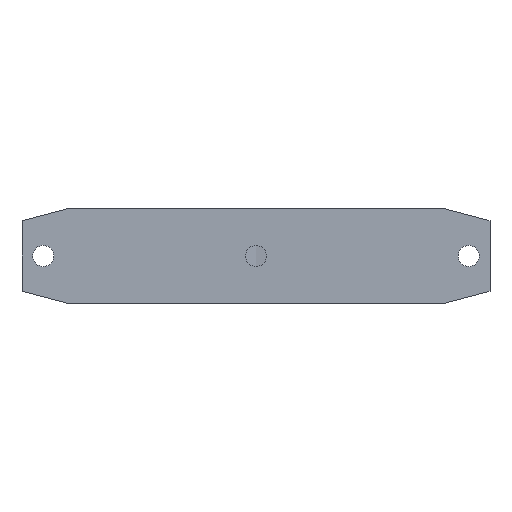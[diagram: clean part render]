
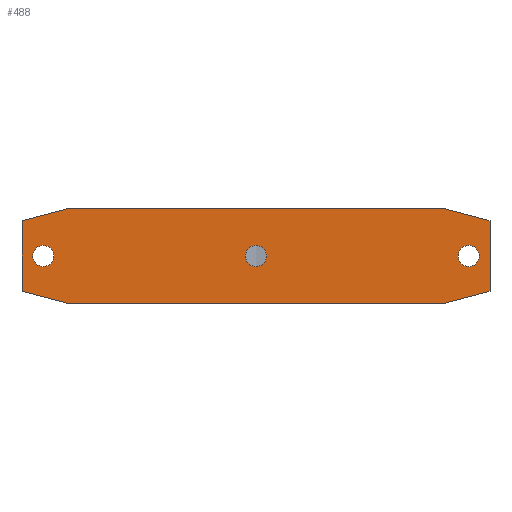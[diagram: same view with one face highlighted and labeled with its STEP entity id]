
A CAD part, front view. The second image highlights one B-rep face of the part: STEP entity #488.
In plain terms, the highlighted planar face has unit normal (0, -1, 0).
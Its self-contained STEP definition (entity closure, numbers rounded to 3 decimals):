
#156 = VERTEX_POINT ( 'NONE', #1425 ) ;
#158 = EDGE_CURVE ( 'NONE', #156, #159, #1424, .T. ) ;
#159 = VERTEX_POINT ( 'NONE', #1419 ) ;
#165 = EDGE_CURVE ( 'NONE', #208, #210, #1453, .T. ) ;
#197 = VERTEX_POINT ( 'NONE', #1536 ) ;
#199 = EDGE_CURVE ( 'NONE', #197, #200, #1535, .T. ) ;
#200 = VERTEX_POINT ( 'NONE', #1594 ) ;
#208 = VERTEX_POINT ( 'NONE', #1583 ) ;
#210 = VERTEX_POINT ( 'NONE', #1582 ) ;
#488 = ADVANCED_FACE ( 'NONE', ( #2467, #2465, #2464, #2463 ), #2510, .F. ) ;
#489 = EDGE_LOOP ( 'NONE', ( #490, #492 ) ) ;
#490 = ORIENTED_EDGE ( 'NONE', *, *, #491, .F. ) ;
#491 = EDGE_CURVE ( 'NONE', #159, #156, #2504, .T. ) ;
#492 = ORIENTED_EDGE ( 'NONE', *, *, #158, .F. ) ;
#493 = EDGE_LOOP ( 'NONE', ( #494, #553 ) ) ;
#494 = ORIENTED_EDGE ( 'NONE', *, *, #552, .F. ) ;
#537 = ORIENTED_EDGE ( 'NONE', *, *, #538, .T. ) ;
#538 = EDGE_CURVE ( 'NONE', #565, #539, #2602, .T. ) ;
#539 = VERTEX_POINT ( 'NONE', #2657 ) ;
#540 = ORIENTED_EDGE ( 'NONE', *, *, #541, .T. ) ;
#541 = EDGE_CURVE ( 'NONE', #539, #542, #2656, .T. ) ;
#542 = VERTEX_POINT ( 'NONE', #2652 ) ;
#543 = ORIENTED_EDGE ( 'NONE', *, *, #544, .F. ) ;
#544 = EDGE_CURVE ( 'NONE', #545, #542, #2651, .T. ) ;
#545 = VERTEX_POINT ( 'NONE', #2647 ) ;
#546 = ORIENTED_EDGE ( 'NONE', *, *, #547, .T. ) ;
#547 = EDGE_CURVE ( 'NONE', #545, #548, #2646, .T. ) ;
#548 = VERTEX_POINT ( 'NONE', #2642 ) ;
#549 = ORIENTED_EDGE ( 'NONE', *, *, #550, .T. ) ;
#550 = EDGE_CURVE ( 'NONE', #548, #551, #2641, .T. ) ;
#551 = VERTEX_POINT ( 'NONE', #2637 ) ;
#552 = EDGE_CURVE ( 'NONE', #210, #208, #2636, .T. ) ;
#553 = ORIENTED_EDGE ( 'NONE', *, *, #165, .F. ) ;
#554 = EDGE_LOOP ( 'NONE', ( #555, #557 ) ) ;
#555 = ORIENTED_EDGE ( 'NONE', *, *, #556, .F. ) ;
#556 = EDGE_CURVE ( 'NONE', #200, #197, #2631, .T. ) ;
#557 = ORIENTED_EDGE ( 'NONE', *, *, #199, .F. ) ;
#558 = EDGE_LOOP ( 'NONE', ( #559, #563, #537, #540, #543, #546, #549, #606 ) ) ;
#559 = ORIENTED_EDGE ( 'NONE', *, *, #560, .T. ) ;
#560 = EDGE_CURVE ( 'NONE', #561, #562, #2694, .T. ) ;
#561 = VERTEX_POINT ( 'NONE', #2690 ) ;
#562 = VERTEX_POINT ( 'NONE', #2689 ) ;
#563 = ORIENTED_EDGE ( 'NONE', *, *, #564, .T. ) ;
#564 = EDGE_CURVE ( 'NONE', #562, #565, #2688, .T. ) ;
#565 = VERTEX_POINT ( 'NONE', #2684 ) ;
#606 = ORIENTED_EDGE ( 'NONE', *, *, #607, .T. ) ;
#607 = EDGE_CURVE ( 'NONE', #551, #561, #2790, .T. ) ;
#1419 = CARTESIAN_POINT ( 'NONE',  ( 175.5, 0., 0. ) ) ;
#1420 = DIRECTION ( 'NONE',  ( 1., 0., 0. ) ) ;
#1421 = DIRECTION ( 'NONE',  ( 0., -1., 0. ) ) ;
#1422 = CARTESIAN_POINT ( 'NONE',  ( 171., 0., 0. ) ) ;
#1423 = AXIS2_PLACEMENT_3D ( 'NONE', #1422, #1421, #1420 ) ;
#1424 = CIRCLE ( 'NONE', #1423, 4.5 ) ;
#1425 = CARTESIAN_POINT ( 'NONE',  ( 166.5, 0., 0. ) ) ;
#1449 = DIRECTION ( 'NONE',  ( 1., 0., 0. ) ) ;
#1450 = DIRECTION ( 'NONE',  ( 0., -1., 0. ) ) ;
#1451 = CARTESIAN_POINT ( 'NONE',  ( -10., 0., 0. ) ) ;
#1452 = AXIS2_PLACEMENT_3D ( 'NONE', #1451, #1450, #1449 ) ;
#1453 = CIRCLE ( 'NONE', #1452, 4.5 ) ;
#1533 = CARTESIAN_POINT ( 'NONE',  ( 80.5, 0., 0. ) ) ;
#1534 = AXIS2_PLACEMENT_3D ( 'NONE', #1533, #1596, #1595 ) ;
#1535 = CIRCLE ( 'NONE', #1534, 4.5 ) ;
#1536 = CARTESIAN_POINT ( 'NONE',  ( 76., 0., 0. ) ) ;
#1582 = CARTESIAN_POINT ( 'NONE',  ( -5.5, 0., 0. ) ) ;
#1583 = CARTESIAN_POINT ( 'NONE',  ( -14.5, 0., 0. ) ) ;
#1594 = CARTESIAN_POINT ( 'NONE',  ( 85., 0., 0. ) ) ;
#1595 = DIRECTION ( 'NONE',  ( 1., 0., 0. ) ) ;
#1596 = DIRECTION ( 'NONE',  ( 0., -1., 0. ) ) ;
#2463 = FACE_OUTER_BOUND ( 'NONE', #558, .T. ) ;
#2464 = FACE_BOUND ( 'NONE', #554, .T. ) ;
#2465 = FACE_BOUND ( 'NONE', #493, .T. ) ;
#2467 = FACE_BOUND ( 'NONE', #489, .T. ) ;
#2501 = DIRECTION ( 'NONE',  ( 1., 0., 0. ) ) ;
#2502 = DIRECTION ( 'NONE',  ( 0., -1., 0. ) ) ;
#2503 = AXIS2_PLACEMENT_3D ( 'NONE', #2509, #2502, #2501 ) ;
#2504 = CIRCLE ( 'NONE', #2503, 4.5 ) ;
#2505 = DIRECTION ( 'NONE',  ( -1., 0., 0. ) ) ;
#2506 = DIRECTION ( 'NONE',  ( 0., 1., 0. ) ) ;
#2507 = CARTESIAN_POINT ( 'NONE',  ( 0., 0., 20. ) ) ;
#2508 = AXIS2_PLACEMENT_3D ( 'NONE', #2507, #2506, #2505 ) ;
#2509 = CARTESIAN_POINT ( 'NONE',  ( 171., 0., 0. ) ) ;
#2510 = PLANE ( 'NONE',  #2508 ) ;
#2601 = CARTESIAN_POINT ( 'NONE',  ( 180., 0., 15. ) ) ;
#2602 = LINE ( 'NONE', #2601, #2659 ) ;
#2628 = DIRECTION ( 'NONE',  ( 0., -1., 0. ) ) ;
#2629 = CARTESIAN_POINT ( 'NONE',  ( 80.5, 0., 0. ) ) ;
#2630 = AXIS2_PLACEMENT_3D ( 'NONE', #2629, #2628, #2695 ) ;
#2631 = CIRCLE ( 'NONE', #2630, 4.5 ) ;
#2632 = DIRECTION ( 'NONE',  ( 1., 0., 0. ) ) ;
#2633 = DIRECTION ( 'NONE',  ( 0., -1., 0. ) ) ;
#2634 = CARTESIAN_POINT ( 'NONE',  ( -10., 0., 0. ) ) ;
#2635 = AXIS2_PLACEMENT_3D ( 'NONE', #2634, #2633, #2632 ) ;
#2636 = CIRCLE ( 'NONE', #2635, 4.5 ) ;
#2637 = CARTESIAN_POINT ( 'NONE',  ( -19., 0., -15. ) ) ;
#2638 = DIRECTION ( 'NONE',  ( 0., 0., -1. ) ) ;
#2639 = VECTOR ( 'NONE', #2638, 1000. ) ;
#2640 = CARTESIAN_POINT ( 'NONE',  ( -19., 0., 15. ) ) ;
#2641 = LINE ( 'NONE', #2640, #2639 ) ;
#2642 = CARTESIAN_POINT ( 'NONE',  ( -19., 0., 15. ) ) ;
#2643 = DIRECTION ( 'NONE',  ( -0.967, 0., -0.254 ) ) ;
#2644 = VECTOR ( 'NONE', #2643, 1000. ) ;
#2645 = CARTESIAN_POINT ( 'NONE',  ( 0., 0., 20. ) ) ;
#2646 = LINE ( 'NONE', #2645, #2644 ) ;
#2647 = CARTESIAN_POINT ( 'NONE',  ( 0., 0., 20. ) ) ;
#2648 = DIRECTION ( 'NONE',  ( 1., 0., 0. ) ) ;
#2649 = VECTOR ( 'NONE', #2648, 1000. ) ;
#2650 = CARTESIAN_POINT ( 'NONE',  ( 0., 0., 20. ) ) ;
#2651 = LINE ( 'NONE', #2650, #2649 ) ;
#2652 = CARTESIAN_POINT ( 'NONE',  ( 161., 0., 20. ) ) ;
#2653 = DIRECTION ( 'NONE',  ( -0.967, 0., 0.254 ) ) ;
#2654 = VECTOR ( 'NONE', #2653, 1000. ) ;
#2655 = CARTESIAN_POINT ( 'NONE',  ( 161., 0., 20. ) ) ;
#2656 = LINE ( 'NONE', #2655, #2654 ) ;
#2657 = CARTESIAN_POINT ( 'NONE',  ( 180., 0., 15. ) ) ;
#2658 = DIRECTION ( 'NONE',  ( 0., 0., 1. ) ) ;
#2659 = VECTOR ( 'NONE', #2658, 1000. ) ;
#2684 = CARTESIAN_POINT ( 'NONE',  ( 180., 0., -15. ) ) ;
#2685 = DIRECTION ( 'NONE',  ( 0.967, 0., 0.254 ) ) ;
#2686 = VECTOR ( 'NONE', #2685, 1000. ) ;
#2687 = CARTESIAN_POINT ( 'NONE',  ( 180., 0., -15. ) ) ;
#2688 = LINE ( 'NONE', #2687, #2686 ) ;
#2689 = CARTESIAN_POINT ( 'NONE',  ( 161., 0., -20. ) ) ;
#2690 = CARTESIAN_POINT ( 'NONE',  ( 0., 0., -20. ) ) ;
#2691 = DIRECTION ( 'NONE',  ( 1., 0., 0. ) ) ;
#2692 = VECTOR ( 'NONE', #2691, 1000. ) ;
#2693 = CARTESIAN_POINT ( 'NONE',  ( 0., 0., -20. ) ) ;
#2694 = LINE ( 'NONE', #2693, #2692 ) ;
#2695 = DIRECTION ( 'NONE',  ( 1., 0., 0. ) ) ;
#2787 = DIRECTION ( 'NONE',  ( 0.967, 0., -0.254 ) ) ;
#2788 = VECTOR ( 'NONE', #2787, 1000. ) ;
#2789 = CARTESIAN_POINT ( 'NONE',  ( -19., 0., -15. ) ) ;
#2790 = LINE ( 'NONE', #2789, #2788 ) ;
